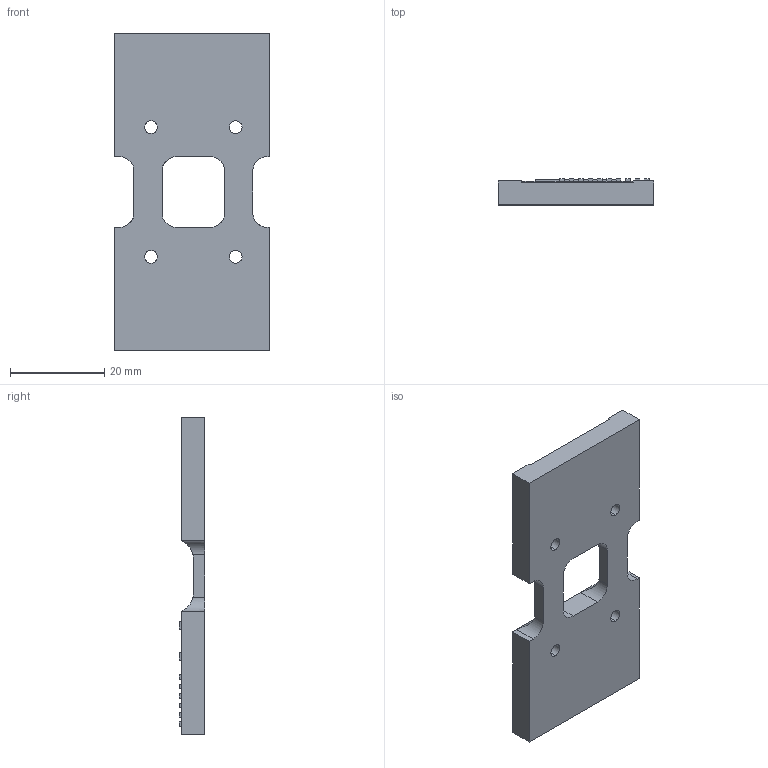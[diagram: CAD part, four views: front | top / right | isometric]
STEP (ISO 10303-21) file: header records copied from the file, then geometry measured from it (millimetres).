
FILE_DESCRIPTION (( 'STEP AP214' ), '1' );
FILE_NAME ('Sketch-0.STEP', '2020-11-15T22:58:15', ( '' ), ( '' ), 'SwSTEP 2.0', 'SolidWorks 2020', '' );
FILE_SCHEMA (( 'AUTOMOTIVE_DESIGN' ));
Length unit declared in the file: millimetre
Products named in the file (1): Sketch-0
Bounding box: 33.1 x 5.5 x 67.33 mm (x, y, z)
Volume: 8913.4 mm3; surface area: 5554.5 mm2
Topology: 1 solids, 1 shells, 269 faces, 718 edges, 476 vertices
Faces by surface type: plane 240, cylinder 29
Entity records: 8428 total; most frequent: CARTESIAN_POINT 1616, ORIENTED_EDGE 1436, DIRECTION 1300, EDGE_CURVE 718, LINE 660, VECTOR 660, VERTEX_POINT 476, AXIS2_PLACEMENT_3D 320
